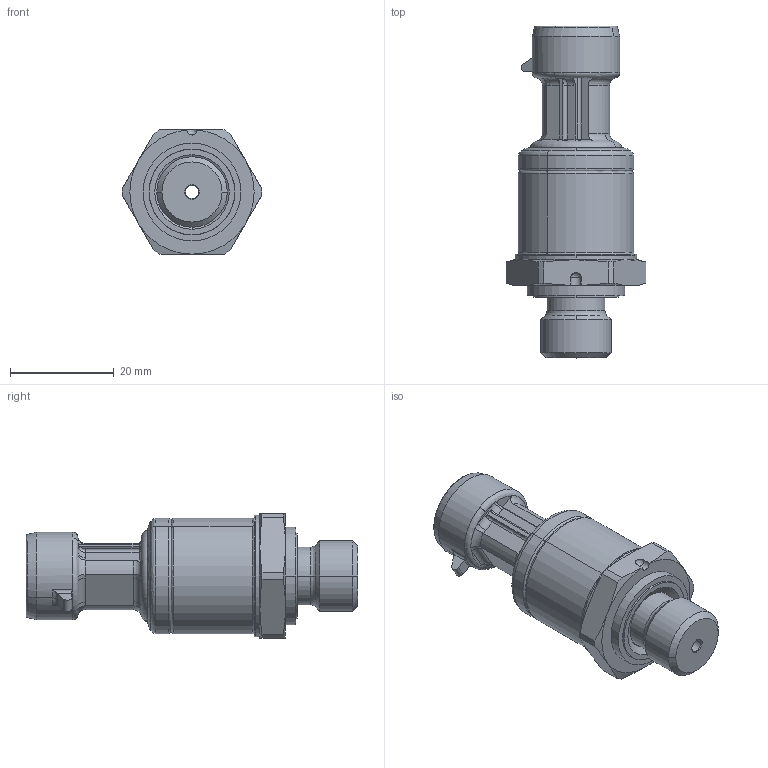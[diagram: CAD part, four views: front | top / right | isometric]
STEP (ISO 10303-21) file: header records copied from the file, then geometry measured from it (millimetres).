
FILE_DESCRIPTION (( 'STEP AP203' ), '1' );
FILE_NAME ('PTE7100-XXAC-1XXXXBN.STEP', '2020-09-01T02:06:01', ( '' ), ( '' ), 'SwSTEP 2.0', 'SolidWorks 2015', '' );
FILE_SCHEMA (( 'CONFIG_CONTROL_DESIGN' ));
Length unit declared in the file: inch
Products named in the file (1): PTE7100-XXAC-1XXXXBN
Bounding box: 27 x 64.1 x 24 mm (x, y, z)
Surface area: 5377 mm2 (no closed solid volume)
Topology: 0 solids, 7 shells, 182 faces, 479 edges, 304 vertices
Faces by surface type: cylinder 59, plane 44, bspline 33, cone 24, torus 22
Entity records: 6750 total; most frequent: CARTESIAN_POINT 2486, ORIENTED_EDGE 898, DIRECTION 845, EDGE_CURVE 477, AXIS2_PLACEMENT_3D 355, VERTEX_POINT 304, CIRCLE 205, EDGE_LOOP 191
